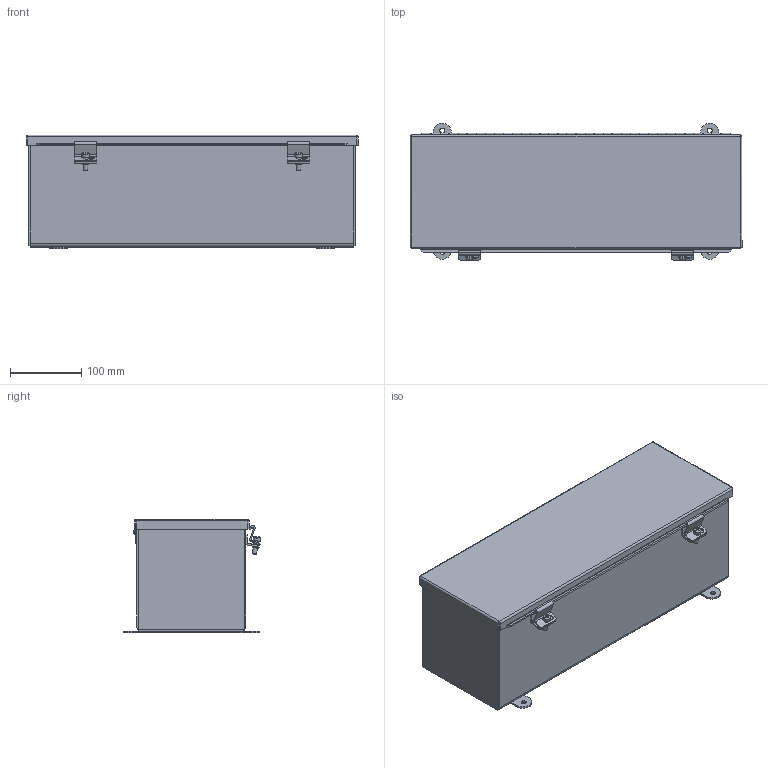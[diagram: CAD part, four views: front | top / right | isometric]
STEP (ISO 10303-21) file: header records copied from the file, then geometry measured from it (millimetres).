
FILE_DESCRIPTION(/* description */ ('JIC,WW TROUGH,CH 6X6X18'),/* implementation_level */ '2;1');
FILE_NAME(/* name */ 'T6618CH.stp',/* time_stamp */ '2018-10-23T06:26:17-05:00',/* author */ ('KA'),/* organization */ (''),/* preprocessor_version */ 'ST-DEVELOPER v17',/* originating_system */ 'Autodesk Inventor 2018',/* authorisation */ '');
FILE_SCHEMA (('AUTOMOTIVE_DESIGN { 1 0 10303 214 3 1 1 }'));
Length unit declared in the file: inch
Products named in the file (12): T6618CH; T6618CHBKP; T66CHLRS; 34891; T6618CHLP; C1001; 3289; 3289LH; 3289LH_1; 3289P; 372134; C1002
Assembly tree (16 placements, depth 3):
  T6618CH
    T6618CHBKP
    T66CHLRS  x2
    34891  x2
    T6618CHLP
    C1001  x2
    3289
      3289LH
      3289LH_1
      3289P
    372134  x2
    C1002  x2
Bounding box: 465.14 x 192.91 x 159.58 mm (x, y, z)
Volume: 716161.4 mm3; surface area: 784235.7 mm2
Topology: 15 solids, 15 shells, 441 faces, 1141 edges, 734 vertices
Faces by surface type: plane 296, cylinder 131, bspline 8, sphere 4, cone 2
Full cylindrical faces by diameter (mm): 2.54 x1, 2.957 x34, 4.978 x2, 6.35 x2, 7.144 x4, 8.738 x2, 10.402 x2
Entity records: 11995 total; most frequent: CARTESIAN_POINT 2163, DIRECTION 1896, ORIENTED_EDGE 1864, EDGE_CURVE 932, LINE 694, VECTOR 694, AXIS2_PLACEMENT_3D 601, VERTEX_POINT 596
